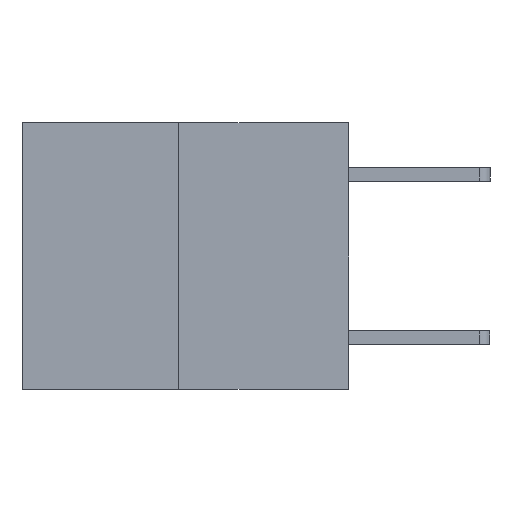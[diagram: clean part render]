
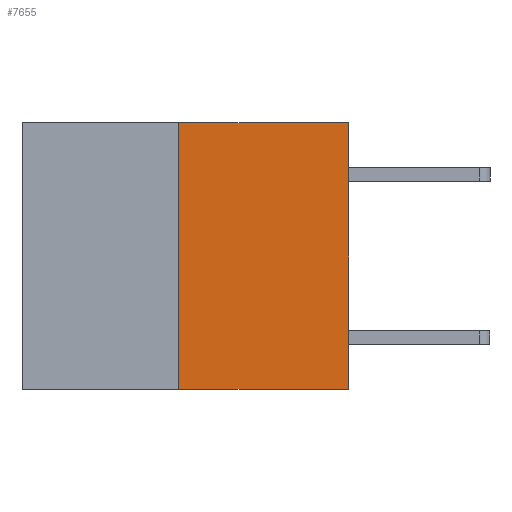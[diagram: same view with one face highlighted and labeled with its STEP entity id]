
A CAD part, left-side view. The second image highlights one B-rep face of the part: STEP entity #7655.
In plain terms, the highlighted planar face has unit normal (-1, 0, 0).
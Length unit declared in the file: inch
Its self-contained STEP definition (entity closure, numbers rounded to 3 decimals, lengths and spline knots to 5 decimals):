
#36 = ORIENTED_EDGE ( 'NONE', *, *, #12476, .T. ) ;
#321 = VECTOR ( 'NONE', #6760, 39.37008 ) ;
#554 = EDGE_LOOP ( 'NONE', ( #12461, #4834, #36, #1851 ) ) ;
#618 = VECTOR ( 'NONE', #10264, 39.37008 ) ;
#866 = DIRECTION ( 'NONE',  ( 0., -1., 0. ) ) ;
#1266 = LINE ( 'NONE', #9216, #618 ) ;
#1688 = FACE_OUTER_BOUND ( 'NONE', #554, .T. ) ;
#1851 = ORIENTED_EDGE ( 'NONE', *, *, #7610, .F. ) ;
#3023 = LINE ( 'NONE', #8821, #321 ) ;
#3196 = CARTESIAN_POINT ( 'NONE',  ( 0., 0., 0. ) ) ;
#3303 = VECTOR ( 'NONE', #12187, 39.37008 ) ;
#3882 = CARTESIAN_POINT ( 'NONE',  ( 0., 0., -0.49 ) ) ;
#4069 = PLANE ( 'NONE',  #8091 ) ;
#4290 = LINE ( 'NONE', #6963, #11511 ) ;
#4834 = ORIENTED_EDGE ( 'NONE', *, *, #12874, .T. ) ;
#4971 = CARTESIAN_POINT ( 'NONE',  ( 0., 0.312, -0.49 ) ) ;
#5483 = EDGE_CURVE ( 'NONE', #8600, #8190, #9211, .T. ) ;
#6760 = DIRECTION ( 'NONE',  ( 0., 0., 1. ) ) ;
#6963 = CARTESIAN_POINT ( 'NONE',  ( 0., 0.6, -0.49 ) ) ;
#7606 = CARTESIAN_POINT ( 'NONE',  ( 0., 0.312, -0.49 ) ) ;
#7610 = EDGE_CURVE ( 'NONE', #8190, #10421, #1266, .T. ) ;
#7655 = ADVANCED_FACE ( 'NONE', ( #1688 ), #4069, .F. ) ;
#8091 = AXIS2_PLACEMENT_3D ( 'NONE', #12170, #13216, #11289 ) ;
#8190 = VERTEX_POINT ( 'NONE', #9951 ) ;
#8600 = VERTEX_POINT ( 'NONE', #7606 ) ;
#8821 = CARTESIAN_POINT ( 'NONE',  ( 0., 0., 0. ) ) ;
#9211 = LINE ( 'NONE', #4971, #3303 ) ;
#9216 = CARTESIAN_POINT ( 'NONE',  ( 0., 0.6, 0. ) ) ;
#9951 = CARTESIAN_POINT ( 'NONE',  ( 0., 0.312, 0. ) ) ;
#10264 = DIRECTION ( 'NONE',  ( 0., -1., 0. ) ) ;
#10421 = VERTEX_POINT ( 'NONE', #3196 ) ;
#11289 = DIRECTION ( 'NONE',  ( 0., 0., -1. ) ) ;
#11511 = VECTOR ( 'NONE', #866, 39.37008 ) ;
#12170 = CARTESIAN_POINT ( 'NONE',  ( 0., 0.6, 0. ) ) ;
#12187 = DIRECTION ( 'NONE',  ( 0., 0., 1. ) ) ;
#12461 = ORIENTED_EDGE ( 'NONE', *, *, #5483, .F. ) ;
#12469 = VERTEX_POINT ( 'NONE', #3882 ) ;
#12476 = EDGE_CURVE ( 'NONE', #12469, #10421, #3023, .T. ) ;
#12874 = EDGE_CURVE ( 'NONE', #8600, #12469, #4290, .T. ) ;
#13216 = DIRECTION ( 'NONE',  ( 1., 0., 0. ) ) ;
